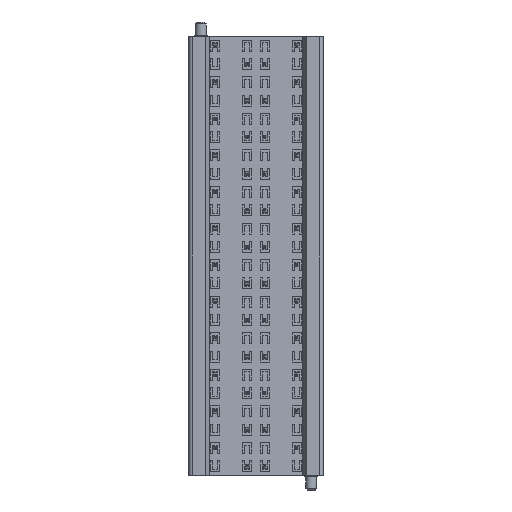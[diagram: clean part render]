
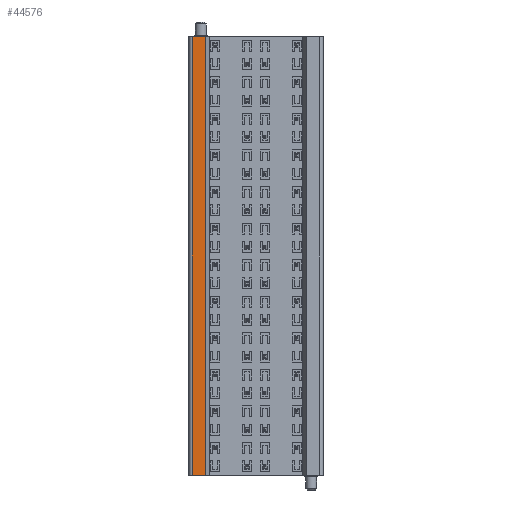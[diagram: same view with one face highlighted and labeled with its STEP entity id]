
A CAD part, front view. The second image highlights one B-rep face of the part: STEP entity #44576.
In plain terms, the highlighted planar face has unit normal (0, -1, 0).
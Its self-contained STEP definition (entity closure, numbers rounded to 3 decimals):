
#6977=DIRECTION('',(-1.,0.,0.));
#6978=VECTOR('',#6977,3.65);
#6979=CARTESIAN_POINT('',(-1488.657,-3768.091,-105.));
#6980=LINE('',#6979,#6978);
#6981=DIRECTION('',(0.,0.,1.));
#6982=VECTOR('',#6981,120.);
#6983=CARTESIAN_POINT('',(-1492.307,-3768.091,-105.));
#6984=LINE('',#6983,#6982);
#6985=DIRECTION('',(0.,0.,1.));
#6986=VECTOR('',#6985,120.);
#6987=CARTESIAN_POINT('',(-1488.657,-3768.091,-105.));
#6988=LINE('',#6987,#6986);
#22033=DIRECTION('',(-1.,0.,0.));
#22034=VECTOR('',#22033,3.65);
#22035=CARTESIAN_POINT('',(-1488.657,-3768.091,
15.));
#22036=LINE('',#22035,#22034);
#22442=CARTESIAN_POINT('',(-1488.657,-3768.091,
15.));
#22443=VERTEX_POINT('',#22442);
#22444=CARTESIAN_POINT('',(-1492.307,-3768.091,
15.));
#22445=VERTEX_POINT('',#22444);
#28040=CARTESIAN_POINT('',(-1492.307,-3768.091,-105.));
#28041=VERTEX_POINT('',#28040);
#28042=CARTESIAN_POINT('',(-1488.657,-3768.091,-105.));
#28043=VERTEX_POINT('',#28042);
#44562=CARTESIAN_POINT('',(-1492.307,-3768.091,
10.));
#44563=DIRECTION('',(0.,1.,0.));
#44564=DIRECTION('',(1.,0.,0.));
#44565=AXIS2_PLACEMENT_3D('',#44562,#44563,#44564);
#44566=PLANE('',#44565);
#44568=ORIENTED_EDGE('',*,*,#44567,.F.);
#44570=ORIENTED_EDGE('',*,*,#44569,.T.);
#44571=ORIENTED_EDGE('',*,*,#44545,.T.);
#44573=ORIENTED_EDGE('',*,*,#44572,.F.);
#44574=EDGE_LOOP('',(#44568,#44570,#44571,#44573));
#44575=FACE_OUTER_BOUND('',#44574,.F.);
#44545=EDGE_CURVE('',#28041,#22445,#6984,.T.);
#44567=EDGE_CURVE('',#28043,#22443,#6988,.T.);
#44569=EDGE_CURVE('',#28043,#28041,#6980,.T.);
#44572=EDGE_CURVE('',#22443,#22445,#22036,.T.);
#44576=ADVANCED_FACE('',(#44575),#44566,.F.);
